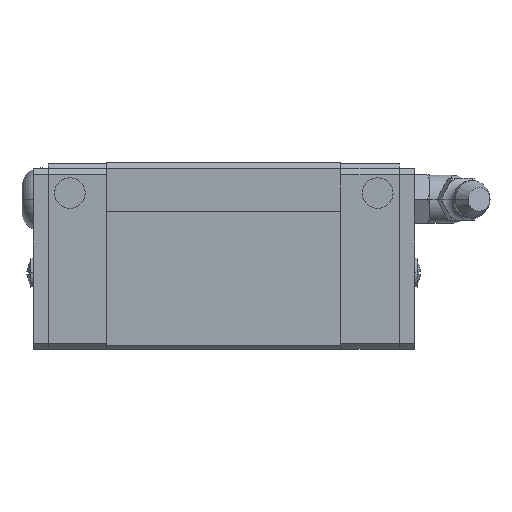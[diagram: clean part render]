
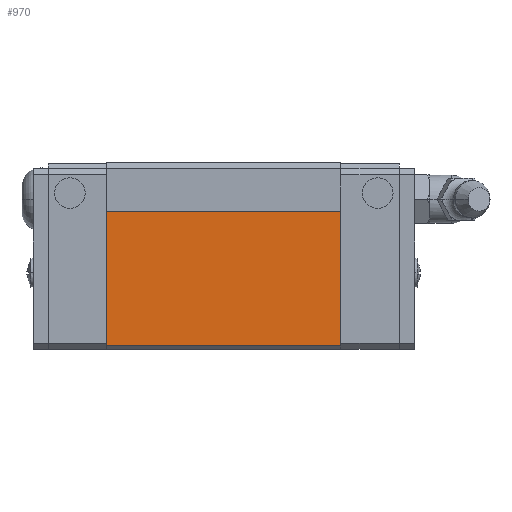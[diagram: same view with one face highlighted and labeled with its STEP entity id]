
A CAD part, left-side view. The second image highlights one B-rep face of the part: STEP entity #970.
In plain terms, the highlighted planar face has unit normal (-1, 0, 0).
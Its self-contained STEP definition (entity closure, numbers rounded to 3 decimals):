
#970=ADVANCED_FACE('',(#1982),#1983,.T.);
#1982=FACE_OUTER_BOUND('',#3021,.T.);
#1983=PLANE('',#3022);
#3021=EDGE_LOOP('',(#5986,#5987,#5988,#5989));
#3022=AXIS2_PLACEMENT_3D('',#5990,#5991,#5992);
#5986=ORIENTED_EDGE('',*,*,#7320,.F.);
#5987=ORIENTED_EDGE('',*,*,#7363,.F.);
#5988=ORIENTED_EDGE('',*,*,#7298,.F.);
#5989=ORIENTED_EDGE('',*,*,#7361,.T.);
#5990=CARTESIAN_POINT('',(-23.6,31.101,10.0));
#5991=DIRECTION('',(-1.0,0.0,0.0));
#5992=DIRECTION('',(0.0,0.0,1.0));
#7298=EDGE_CURVE('',#9037,#9039,#9040,.T.);
#7320=EDGE_CURVE('',#9067,#9069,#9070,.T.);
#7361=EDGE_CURVE('',#9037,#9069,#9125,.T.);
#7363=EDGE_CURVE('',#9039,#9067,#9127,.T.);
#9037=VERTEX_POINT('',#12405);
#9039=VERTEX_POINT('',#12408);
#9040=LINE('',#12409,#12410);
#9067=VERTEX_POINT('',#12450);
#9069=VERTEX_POINT('',#12453);
#9070=LINE('',#12454,#12455);
#9125=LINE('',#12537,#12538);
#9127=LINE('',#12540,#12541);
#12405=CARTESIAN_POINT('',(-23.6,12.001,28.0));
#12408=CARTESIAN_POINT('',(-23.6,12.001,6.1));
#12409=CARTESIAN_POINT('',(-23.6,12.001,15.375));
#12410=VECTOR('',#13709,1.0);
#12450=CARTESIAN_POINT('',(-23.6,50.201,6.1));
#12453=CARTESIAN_POINT('',(-23.6,50.201,28.0));
#12454=CARTESIAN_POINT('',(-23.6,50.201,15.375));
#12455=VECTOR('',#13724,1.0);
#12537=CARTESIAN_POINT('',(-23.6,31.101,28.0));
#12538=VECTOR('',#13758,1.0);
#12540=CARTESIAN_POINT('',(-23.6,40.651,6.1));
#12541=VECTOR('',#13759,1.0);
#13709=DIRECTION('',(-0.0,-0.0,-1.0));
#13724=DIRECTION('',(0.0,0.0,1.0));
#13758=DIRECTION('',(0.0,1.0,0.0));
#13759=DIRECTION('',(0.0,1.0,-0.0));
